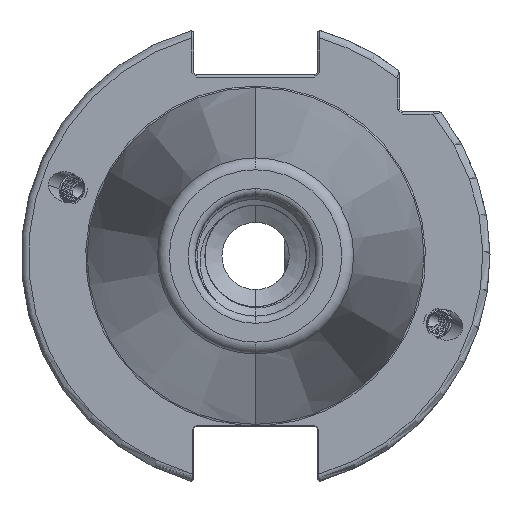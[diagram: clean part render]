
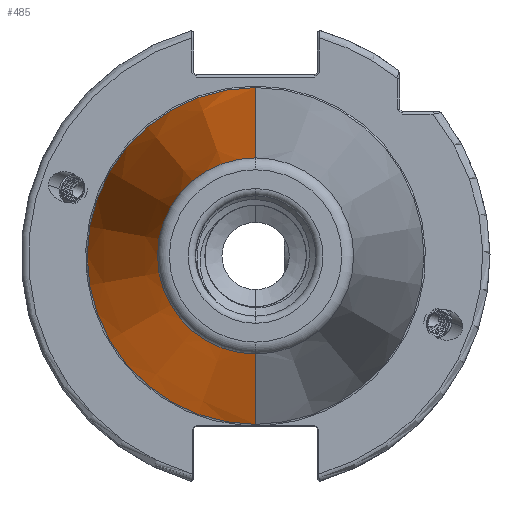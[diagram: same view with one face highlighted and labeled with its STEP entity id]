
A CAD part, left-side view. The second image highlights one B-rep face of the part: STEP entity #485.
In plain terms, the highlighted conical face has half-angle 8.297 degrees and reference radius 35.392 mm.
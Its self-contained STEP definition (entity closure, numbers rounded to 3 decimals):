
#6 = EDGE_LOOP ( 'NONE', ( #3494, #3342, #3321, #3347, #3332 ) ) ;
#485 = ADVANCED_FACE ( 'NONE', ( #27468 ), #27457, .T. ) ;
#3321 = ORIENTED_EDGE ( 'NONE', *, *, #6477, .F. ) ;
#3332 = ORIENTED_EDGE ( 'NONE', *, *, #6463, .F. ) ;
#3342 = ORIENTED_EDGE ( 'NONE', *, *, #6446, .T. ) ;
#3347 = ORIENTED_EDGE ( 'NONE', *, *, #6513, .F. ) ;
#3494 = ORIENTED_EDGE ( 'NONE', *, *, #6402, .T. ) ;
#6402 = EDGE_CURVE ( 'NONE', #7253, #25625, #24250, .T. ) ;
#6446 = EDGE_CURVE ( 'NONE', #25625, #7246, #24183, .T. ) ;
#6463 = EDGE_CURVE ( 'NONE', #7253, #7235, #24371, .T. ) ;
#6477 = EDGE_CURVE ( 'NONE', #7268, #7246, #24295, .T. ) ;
#6513 = EDGE_CURVE ( 'NONE', #7235, #7268, #23536, .T. ) ;
#7235 = VERTEX_POINT ( 'NONE', #9766 ) ;
#7246 = VERTEX_POINT ( 'NONE', #9759 ) ;
#7253 = VERTEX_POINT ( 'NONE', #9768 ) ;
#7268 = VERTEX_POINT ( 'NONE', #9785 ) ;
#8307 = CARTESIAN_POINT ( 'NONE',  ( -102.811, 0., 0. ) ) ;
#8317 = DIRECTION ( 'NONE',  ( 0., 0., 1. ) ) ;
#8348 = DIRECTION ( 'NONE',  ( 1., 0., 0. ) ) ;
#8379 = DIRECTION ( 'NONE',  ( 0., 1., 0. ) ) ;
#8397 = DIRECTION ( 'NONE',  ( 1., 0., 0. ) ) ;
#8461 = CARTESIAN_POINT ( 'NONE',  ( -2.5, 0., 0. ) ) ;
#9759 = CARTESIAN_POINT ( 'NONE',  ( -2.5, 0., 35.027 ) ) ;
#9766 = CARTESIAN_POINT ( 'NONE',  ( -2.5, 0., -35.027 ) ) ;
#9768 = CARTESIAN_POINT ( 'NONE',  ( -102.811, 0., -20.399 ) ) ;
#9785 = CARTESIAN_POINT ( 'NONE',  ( -2.5, 35.027, 0. ) ) ;
#10204 = CARTESIAN_POINT ( 'NONE',  ( -102.811, 0., 20.399 ) ) ;
#13341 = DIRECTION ( 'NONE',  ( 0., 0., -1. ) ) ;
#13355 = CARTESIAN_POINT ( 'NONE',  ( 0., 0., 0. ) ) ;
#13365 = DIRECTION ( 'NONE',  ( 1., 0., 0. ) ) ;
#14068 = AXIS2_PLACEMENT_3D ( 'NONE', #13355, #13365, #13341 ) ;
#22501 = AXIS2_PLACEMENT_3D ( 'NONE', #8307, #8348, #8317 ) ;
#22537 = AXIS2_PLACEMENT_3D ( 'NONE', #27374, #27366, #27369 ) ;
#22540 = AXIS2_PLACEMENT_3D ( 'NONE', #8461, #8397, #8379 ) ;
#23536 = CIRCLE ( 'NONE', #22540, 35.027 ) ;
#24144 = VECTOR ( 'NONE', #26502, 1000. ) ;
#24183 = LINE ( 'NONE', #26506, #24144 ) ;
#24250 = CIRCLE ( 'NONE', #22501, 20.399 ) ;
#24295 = CIRCLE ( 'NONE', #22537, 35.027 ) ;
#24353 = VECTOR ( 'NONE', #27158, 1000. ) ;
#24371 = LINE ( 'NONE', #27152, #24353 ) ;
#25625 = VERTEX_POINT ( 'NONE', #10204 ) ;
#26502 = DIRECTION ( 'NONE',  ( 0.99, 0., 0.144 ) ) ;
#26506 = CARTESIAN_POINT ( 'NONE',  ( 0., 0., 35.392 ) ) ;
#27152 = CARTESIAN_POINT ( 'NONE',  ( 0., 0., -35.392 ) ) ;
#27158 = DIRECTION ( 'NONE',  ( 0.99, 0., -0.144 ) ) ;
#27366 = DIRECTION ( 'NONE',  ( 1., 0., 0. ) ) ;
#27369 = DIRECTION ( 'NONE',  ( 0., 1., 0. ) ) ;
#27374 = CARTESIAN_POINT ( 'NONE',  ( -2.5, 0., 0. ) ) ;
#27457 = CONICAL_SURFACE ( 'NONE', #14068, 35.392, 0.145 ) ;
#27468 = FACE_OUTER_BOUND ( 'NONE', #6, .T. ) ;
